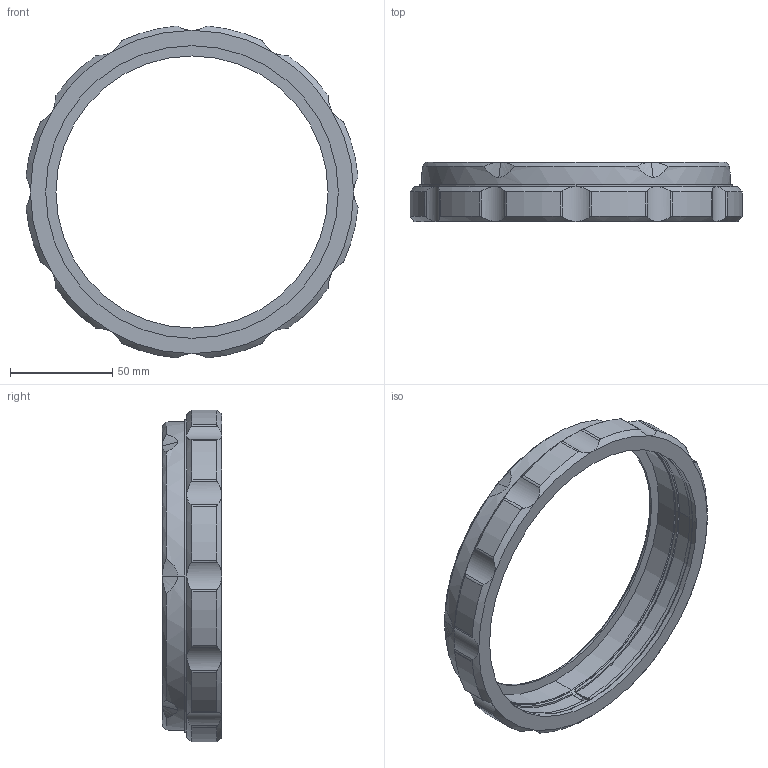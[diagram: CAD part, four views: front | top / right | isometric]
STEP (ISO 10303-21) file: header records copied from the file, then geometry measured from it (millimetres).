
FILE_DESCRIPTION (( 'STEP AP203' ), '1' );
FILE_NAME ('DP22425 -A_CMWF096.step', '2021-11-30T10:31:30', ( '' ), ( '' ), 'SwSTEP 2.0', 'SolidWorks 2021', '' );
FILE_SCHEMA (( 'CONFIG_CONTROL_DESIGN' ));
Length unit declared in the file: millimetre
Products named in the file (1): DP22425 -A_CMWF096
Bounding box: 162.28 x 29 x 162.28 mm (x, y, z)
Surface area: 58839.3 mm2 (no closed solid volume)
Topology: 0 solids, 3 shells, 144 faces, 361 edges, 226 vertices
Faces by surface type: cylinder 92, cone 38, plane 14
Entity records: 5326 total; most frequent: CARTESIAN_POINT 1984, ORIENTED_EDGE 715, DIRECTION 634, EDGE_CURVE 361, AXIS2_PLACEMENT_3D 264, VERTEX_POINT 226, EDGE_LOOP 152, ADVANCED_FACE 144
